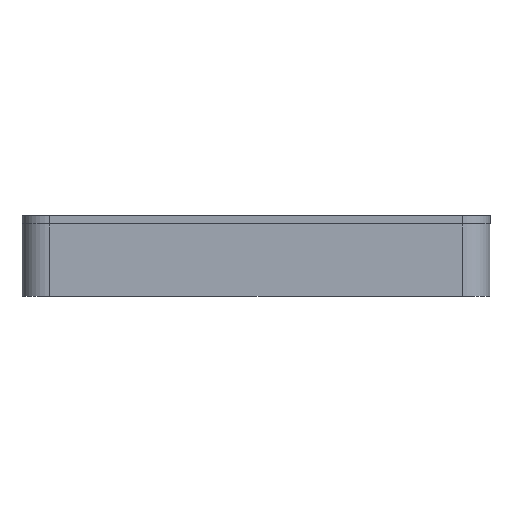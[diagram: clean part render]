
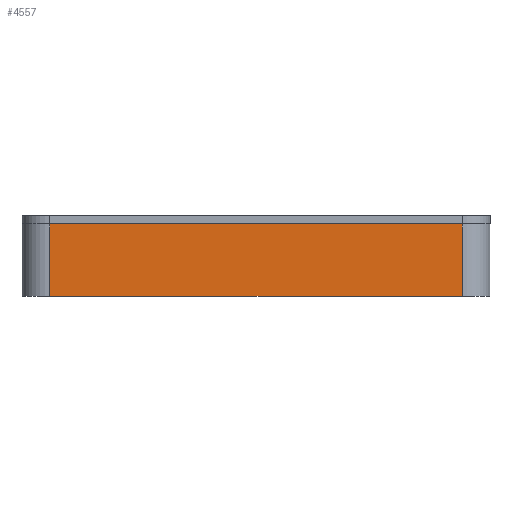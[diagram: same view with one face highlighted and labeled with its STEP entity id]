
A CAD part, front view. The second image highlights one B-rep face of the part: STEP entity #4557.
In plain terms, the highlighted planar face has unit normal (0, -1, 0).
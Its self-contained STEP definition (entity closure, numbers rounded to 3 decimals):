
#933=FACE_OUTER_BOUND('',#1349,.T.);
#1349=EDGE_LOOP('',(#4183,#4184,#4185,#4186));
#1665=LINE('',#7683,#1987);
#1678=LINE('',#7723,#2000);
#1679=LINE('',#7726,#2001);
#1680=LINE('',#7727,#2002);
#1987=VECTOR('',#6403,10.);
#2000=VECTOR('',#6438,10.);
#2001=VECTOR('',#6441,10.);
#2002=VECTOR('',#6442,10.);
#2398=VERTEX_POINT('',#7680);
#2399=VERTEX_POINT('',#7682);
#2415=VERTEX_POINT('',#7721);
#2416=VERTEX_POINT('',#7725);
#2992=EDGE_CURVE('',#2398,#2399,#1665,.T.);
#3013=EDGE_CURVE('',#2415,#2398,#1678,.T.);
#3014=EDGE_CURVE('',#2416,#2415,#1679,.T.);
#3015=EDGE_CURVE('',#2399,#2416,#1680,.T.);
#4183=ORIENTED_EDGE('',*,*,#3013,.F.);
#4184=ORIENTED_EDGE('',*,*,#3014,.F.);
#4185=ORIENTED_EDGE('',*,*,#3015,.F.);
#4186=ORIENTED_EDGE('',*,*,#2992,.F.);
#4344=PLANE('',#5114);
#4557=ADVANCED_FACE('',(#933),#4344,.T.);
#5114=AXIS2_PLACEMENT_3D('',#7724,#6439,#6440);
#6403=DIRECTION('',(1.,0.,0.));
#6438=DIRECTION('',(0.,0.,1.));
#6439=DIRECTION('center_axis',(0.,-1.,0.));
#6440=DIRECTION('ref_axis',(1.,0.,0.));
#6441=DIRECTION('',(-1.,0.,0.));
#6442=DIRECTION('',(0.,0.,-1.));
#7680=CARTESIAN_POINT('',(-19.5,-42.1,13.));
#7682=CARTESIAN_POINT('',(54.412,-42.1,13.));
#7683=CARTESIAN_POINT('',(59.412,-42.1,13.));
#7721=CARTESIAN_POINT('',(-19.5,-42.1,0.));
#7723=CARTESIAN_POINT('',(-19.5,-42.1,0.));
#7724=CARTESIAN_POINT('Origin',(-24.5,-42.1,0.));
#7725=CARTESIAN_POINT('',(54.412,-42.1,0.));
#7726=CARTESIAN_POINT('',(59.412,-42.1,0.));
#7727=CARTESIAN_POINT('',(54.412,-42.1,0.));
